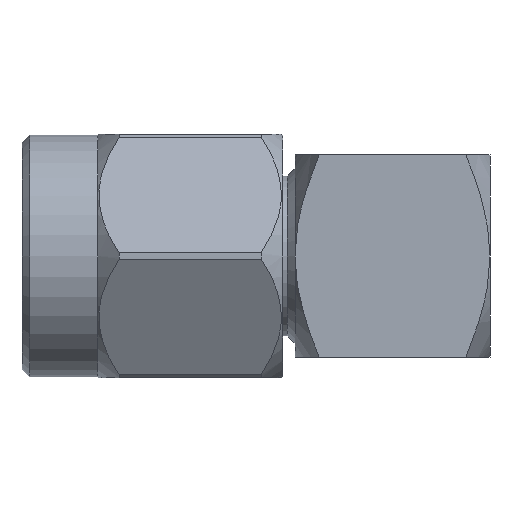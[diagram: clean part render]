
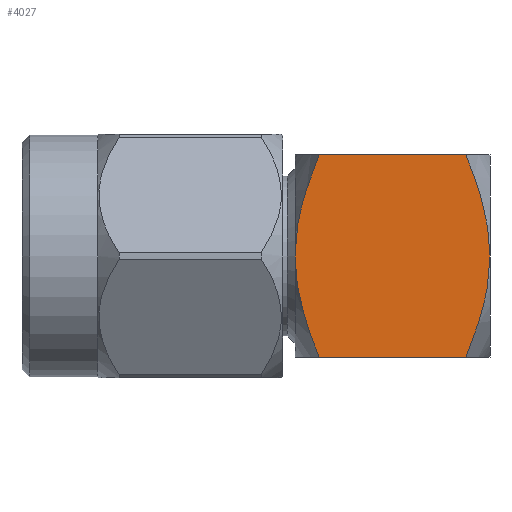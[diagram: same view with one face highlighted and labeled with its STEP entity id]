
A CAD part, left-side view. The second image highlights one B-rep face of the part: STEP entity #4027.
In plain terms, the highlighted planar face has unit normal (-1, 0, 0).
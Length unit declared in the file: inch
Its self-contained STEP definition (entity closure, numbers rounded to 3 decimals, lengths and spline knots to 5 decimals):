
#203 = VECTOR ( 'NONE', #520, 39.37008 ) ;
#275 = CARTESIAN_POINT ( 'NONE',  ( -0.13, 0.125, 0. ) ) ;
#483 = CARTESIAN_POINT ( 'NONE',  ( -0.13, -0.125, 0.13 ) ) ;
#493 = CARTESIAN_POINT ( 'NONE',  ( -0.13, -0.11861, -0.05561 ) ) ;
#520 = DIRECTION ( 'NONE',  ( 0., -1., 0. ) ) ;
#792 = CARTESIAN_POINT ( 'NONE',  ( -0.13, 0.11009, -0.08803 ) ) ;
#866 = B_SPLINE_CURVE_WITH_KNOTS ( 'NONE', 3,
 ( #880, #4558, #2014, #6677, #2499, #6132 ),
 .UNSPECIFIED., .F., .F.,
 ( 4, 2, 4 ),
 ( 0.00714, 0.00886, 0.01059 ),
 .UNSPECIFIED. ) ;
#880 = CARTESIAN_POINT ( 'NONE',  ( -0.13, 0.125, 0. ) ) ;
#960 = CARTESIAN_POINT ( 'NONE',  ( -0.13, -0.125, 0.02255 ) ) ;
#1391 = VERTEX_POINT ( 'NONE', #2337 ) ;
#1572 = VERTEX_POINT ( 'NONE', #2587 ) ;
#1674 = EDGE_CURVE ( 'NONE', #1391, #5072, #3888, .T. ) ;
#1822 = CARTESIAN_POINT ( 'NONE',  ( -0.13, 0.11861, -0.05561 ) ) ;
#1971 = CARTESIAN_POINT ( 'NONE',  ( -0.13, -0.1215, 0.04454 ) ) ;
#1995 = CARTESIAN_POINT ( 'NONE',  ( -0.13, -0.09391, -0.13 ) ) ;
#2014 = CARTESIAN_POINT ( 'NONE',  ( -0.13, 0.1215, 0.04454 ) ) ;
#2028 = DIRECTION ( 'NONE',  ( 0., 0., -1. ) ) ;
#2116 = AXIS2_PLACEMENT_3D ( 'NONE', #483, #4183, #2028 ) ;
#2255 = ORIENTED_EDGE ( 'NONE', *, *, #6136, .F. ) ;
#2272 = ORIENTED_EDGE ( 'NONE', *, *, #1674, .F. ) ;
#2289 = CARTESIAN_POINT ( 'NONE',  ( -0.13, -0.09391, 0.13 ) ) ;
#2337 = CARTESIAN_POINT ( 'NONE',  ( -0.13, 0.09391, 0.13 ) ) ;
#2499 = CARTESIAN_POINT ( 'NONE',  ( -0.13, 0.1024, 0.10921 ) ) ;
#2525 = ORIENTED_EDGE ( 'NONE', *, *, #5102, .F. ) ;
#2575 = CARTESIAN_POINT ( 'NONE',  ( -0.13, -0.125, -0.13 ) ) ;
#2587 = CARTESIAN_POINT ( 'NONE',  ( -0.13, 0.09391, -0.13 ) ) ;
#2609 = CARTESIAN_POINT ( 'NONE',  ( -0.13, -0.125, 0. ) ) ;
#2660 = EDGE_CURVE ( 'NONE', #1572, #5563, #3973, .T. ) ;
#2924 = CARTESIAN_POINT ( 'NONE',  ( -0.13, 0.09391, -0.13 ) ) ;
#3129 = ORIENTED_EDGE ( 'NONE', *, *, #5274, .T. ) ;
#3135 = CARTESIAN_POINT ( 'NONE',  ( -0.13, -0.12413, -0.02252 ) ) ;
#3179 = CARTESIAN_POINT ( 'NONE',  ( -0.13, -0.09391, -0.13 ) ) ;
#3249 = CARTESIAN_POINT ( 'NONE',  ( -0.13, -0.125, 0. ) ) ;
#3321 = CARTESIAN_POINT ( 'NONE',  ( -0.13, -0.09391, 0.13 ) ) ;
#3388 = CARTESIAN_POINT ( 'NONE',  ( -0.13, 0.12413, -0.02252 ) ) ;
#3619 = CARTESIAN_POINT ( 'NONE',  ( -0.13, -0.10239, -0.10924 ) ) ;
#3642 = VERTEX_POINT ( 'NONE', #3249 ) ;
#3657 = PLANE ( 'NONE',  #2116 ) ;
#3888 = LINE ( 'NONE', #4091, #4218 ) ;
#3973 = B_SPLINE_CURVE_WITH_KNOTS ( 'NONE', 3,
 ( #2924, #5510, #792, #1822, #5967, #3388, #6556, #275 ),
 .UNSPECIFIED., .F., .F.,
 ( 4, 2, 2, 4 ),
 ( 0.00373, 0.00543, 0.00629, 0.00714 ),
 .UNSPECIFIED. ) ;
#4027 = ADVANCED_FACE ( 'NONE', ( #4753 ), #3657, .F. ) ;
#4089 = LINE ( 'NONE', #2575, #203 ) ;
#4091 = CARTESIAN_POINT ( 'NONE',  ( -0.13, -0.125, 0.13 ) ) ;
#4183 = DIRECTION ( 'NONE',  ( 1., 0., 0. ) ) ;
#4218 = VECTOR ( 'NONE', #5651, 39.37008 ) ;
#4254 = VERTEX_POINT ( 'NONE', #1995 ) ;
#4558 = CARTESIAN_POINT ( 'NONE',  ( -0.13, 0.125, 0.02255 ) ) ;
#4612 = CARTESIAN_POINT ( 'NONE',  ( -0.13, -0.1024, 0.10921 ) ) ;
#4753 = FACE_OUTER_BOUND ( 'NONE', #6626, .T. ) ;
#4839 = EDGE_CURVE ( 'NONE', #3642, #4254, #6191, .T. ) ;
#4890 = CARTESIAN_POINT ( 'NONE',  ( -0.13, 0.125, 0. ) ) ;
#5072 = VERTEX_POINT ( 'NONE', #2289 ) ;
#5102 = EDGE_CURVE ( 'NONE', #5072, #3642, #5154, .T. ) ;
#5154 = B_SPLINE_CURVE_WITH_KNOTS ( 'NONE', 3,
 ( #3321, #4612, #5640, #1971, #960, #6164 ),
 .UNSPECIFIED., .F., .F.,
 ( 4, 2, 4 ),
 ( 0.00857, 0.01028, 0.01199 ),
 .UNSPECIFIED. ) ;
#5274 = EDGE_CURVE ( 'NONE', #1572, #4254, #4089, .T. ) ;
#5352 = ORIENTED_EDGE ( 'NONE', *, *, #2660, .F. ) ;
#5510 = CARTESIAN_POINT ( 'NONE',  ( -0.13, 0.10239, -0.10924 ) ) ;
#5516 = ORIENTED_EDGE ( 'NONE', *, *, #4839, .F. ) ;
#5563 = VERTEX_POINT ( 'NONE', #4890 ) ;
#5640 = CARTESIAN_POINT ( 'NONE',  ( -0.13, -0.11016, 0.08785 ) ) ;
#5651 = DIRECTION ( 'NONE',  ( 0., -1., 0. ) ) ;
#5748 = CARTESIAN_POINT ( 'NONE',  ( -0.13, -0.12093, -0.04469 ) ) ;
#5967 = CARTESIAN_POINT ( 'NONE',  ( -0.13, 0.12093, -0.04469 ) ) ;
#6132 = CARTESIAN_POINT ( 'NONE',  ( -0.13, 0.09391, 0.13 ) ) ;
#6136 = EDGE_CURVE ( 'NONE', #5563, #1391, #866, .T. ) ;
#6164 = CARTESIAN_POINT ( 'NONE',  ( -0.13, -0.125, 0. ) ) ;
#6191 = B_SPLINE_CURVE_WITH_KNOTS ( 'NONE', 3,
 ( #2609, #6788, #3135, #5748, #493, #6272, #3619, #3179 ),
 .UNSPECIFIED., .F., .F.,
 ( 4, 2, 2, 4 ),
 ( 0.01199, 0.01283, 0.01368, 0.01537 ),
 .UNSPECIFIED. ) ;
#6272 = CARTESIAN_POINT ( 'NONE',  ( -0.13, -0.11009, -0.08803 ) ) ;
#6556 = CARTESIAN_POINT ( 'NONE',  ( -0.13, 0.125, -0.01117 ) ) ;
#6626 = EDGE_LOOP ( 'NONE', ( #2525, #2272, #2255, #5352, #3129, #5516 ) ) ;
#6677 = CARTESIAN_POINT ( 'NONE',  ( -0.13, 0.11016, 0.08785 ) ) ;
#6788 = CARTESIAN_POINT ( 'NONE',  ( -0.13, -0.125, -0.01117 ) ) ;
